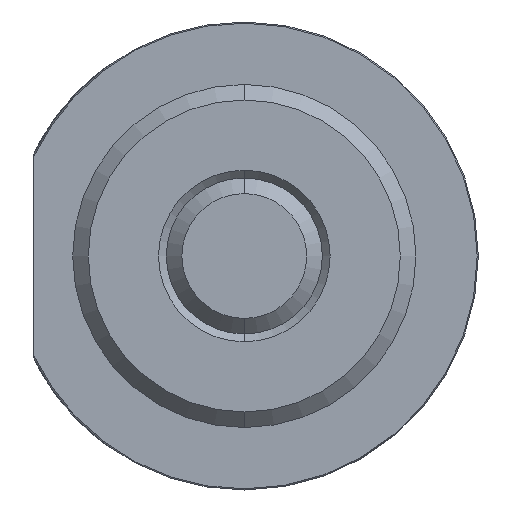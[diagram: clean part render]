
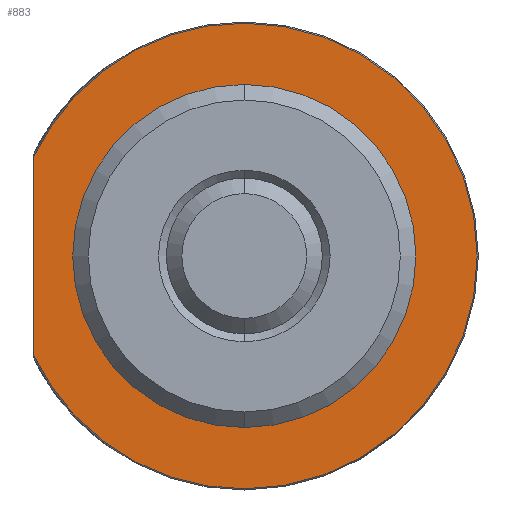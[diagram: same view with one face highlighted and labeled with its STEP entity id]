
A CAD part, left-side view. The second image highlights one B-rep face of the part: STEP entity #883.
In plain terms, the highlighted planar face has unit normal (-1, 0, 0).
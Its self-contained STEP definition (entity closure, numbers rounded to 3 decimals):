
#76 = CARTESIAN_POINT ( 'NONE',  ( 22., 13.5, 6.37 ) ) ;
#180 = DIRECTION ( 'NONE',  ( 0., 0., -1. ) ) ;
#183 = PLANE ( 'NONE',  #1971 ) ;
#185 = DIRECTION ( 'NONE',  ( 1., 0., 0. ) ) ;
#210 = CARTESIAN_POINT ( 'NONE',  ( 22., 11., 0. ) ) ;
#241 = VERTEX_POINT ( 'NONE', #421 ) ;
#243 = VERTEX_POINT ( 'NONE', #422 ) ;
#267 = CARTESIAN_POINT ( 'NONE',  ( 22., 0., 14.927 ) ) ;
#383 = VERTEX_POINT ( 'NONE', #655 ) ;
#421 = CARTESIAN_POINT ( 'NONE',  ( 22., 0., -11. ) ) ;
#422 = CARTESIAN_POINT ( 'NONE',  ( 22., 0., -14.927 ) ) ;
#428 = CARTESIAN_POINT ( 'NONE',  ( 22., 0., 11. ) ) ;
#473 = VERTEX_POINT ( 'NONE', #428 ) ;
#495 = VERTEX_POINT ( 'NONE', #76 ) ;
#503 = VERTEX_POINT ( 'NONE', #267 ) ;
#655 = CARTESIAN_POINT ( 'NONE',  ( 22., 13.5, -6.37 ) ) ;
#675 = LINE ( 'NONE', #2865, #695 ) ;
#683 = CIRCLE ( 'NONE', #2362, 14.927 ) ;
#695 = VECTOR ( 'NONE', #2866, 1000. ) ;
#723 = CIRCLE ( 'NONE', #2342, 14.927 ) ;
#883 = ADVANCED_FACE ( 'NONE', ( #1837, #1835 ), #183, .F. ) ;
#950 = CIRCLE ( 'NONE', #2326, 14.927 ) ;
#1128 = CIRCLE ( 'NONE', #2306, 11. ) ;
#1172 = CIRCLE ( 'NONE', #2368, 11. ) ;
#1210 = EDGE_LOOP ( 'NONE', ( #1526, #1524, #1518, #1517 ) ) ;
#1250 = EDGE_LOOP ( 'NONE', ( #1453, #1398 ) ) ;
#1398 = ORIENTED_EDGE ( 'NONE', *, *, #2097, .F. ) ;
#1453 = ORIENTED_EDGE ( 'NONE', *, *, #2160, .F. ) ;
#1517 = ORIENTED_EDGE ( 'NONE', *, *, #2175, .T. ) ;
#1518 = ORIENTED_EDGE ( 'NONE', *, *, #2181, .T. ) ;
#1524 = ORIENTED_EDGE ( 'NONE', *, *, #2147, .T. ) ;
#1526 = ORIENTED_EDGE ( 'NONE', *, *, #2210, .T. ) ;
#1835 = FACE_BOUND ( 'NONE', #1250, .T. ) ;
#1837 = FACE_OUTER_BOUND ( 'NONE', #1210, .T. ) ;
#1971 = AXIS2_PLACEMENT_3D ( 'NONE', #210, #185, #180 ) ;
#2097 = EDGE_CURVE ( 'NONE', #241, #473, #1128, .T. ) ;
#2147 = EDGE_CURVE ( 'NONE', #243, #503, #950, .T. ) ;
#2160 = EDGE_CURVE ( 'NONE', #473, #241, #1172, .T. ) ;
#2175 = EDGE_CURVE ( 'NONE', #495, #383, #675, .T. ) ;
#2181 = EDGE_CURVE ( 'NONE', #503, #495, #683, .T. ) ;
#2210 = EDGE_CURVE ( 'NONE', #383, #243, #723, .T. ) ;
#2306 = AXIS2_PLACEMENT_3D ( 'NONE', #2607, #2615, #2616 ) ;
#2326 = AXIS2_PLACEMENT_3D ( 'NONE', #2783, #2785, #2786 ) ;
#2342 = AXIS2_PLACEMENT_3D ( 'NONE', #3038, #3039, #3040 ) ;
#2362 = AXIS2_PLACEMENT_3D ( 'NONE', #2879, #2922, #2923 ) ;
#2368 = AXIS2_PLACEMENT_3D ( 'NONE', #2817, #2819, #2820 ) ;
#2607 = CARTESIAN_POINT ( 'NONE',  ( 22., 0., 0. ) ) ;
#2615 = DIRECTION ( 'NONE',  ( -1., 0., 0. ) ) ;
#2616 = DIRECTION ( 'NONE',  ( 0., 0., 1. ) ) ;
#2783 = CARTESIAN_POINT ( 'NONE',  ( 22., 0., 0. ) ) ;
#2785 = DIRECTION ( 'NONE',  ( -1., 0., 0. ) ) ;
#2786 = DIRECTION ( 'NONE',  ( 0., 0., -1. ) ) ;
#2817 = CARTESIAN_POINT ( 'NONE',  ( 22., 0., 0. ) ) ;
#2819 = DIRECTION ( 'NONE',  ( -1., 0., 0. ) ) ;
#2820 = DIRECTION ( 'NONE',  ( 0., 0., 1. ) ) ;
#2865 = CARTESIAN_POINT ( 'NONE',  ( 22., 13.5, 0. ) ) ;
#2866 = DIRECTION ( 'NONE',  ( 0., 0., -1. ) ) ;
#2879 = CARTESIAN_POINT ( 'NONE',  ( 22., 0., 0. ) ) ;
#2922 = DIRECTION ( 'NONE',  ( -1., 0., 0. ) ) ;
#2923 = DIRECTION ( 'NONE',  ( 0., 0., -1. ) ) ;
#3038 = CARTESIAN_POINT ( 'NONE',  ( 22., 0., 0. ) ) ;
#3039 = DIRECTION ( 'NONE',  ( -1., 0., 0. ) ) ;
#3040 = DIRECTION ( 'NONE',  ( 0., 0., -1. ) ) ;
